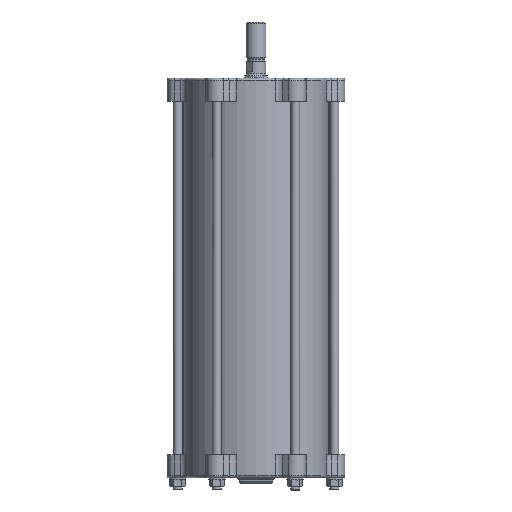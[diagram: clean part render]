
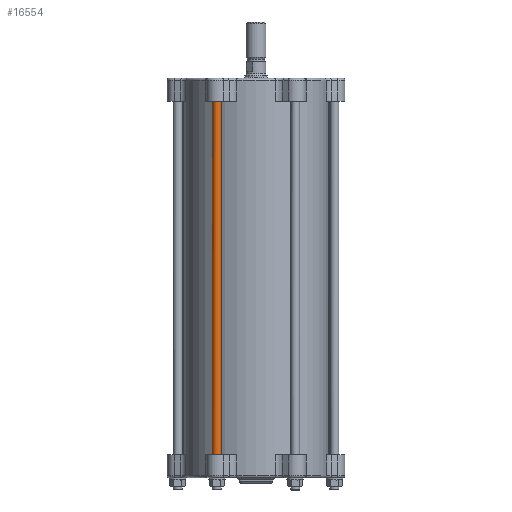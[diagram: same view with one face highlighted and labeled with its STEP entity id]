
A CAD part, left-side view. The second image highlights one B-rep face of the part: STEP entity #16554.
In plain terms, the highlighted cylindrical face has radius 8 mm (diameter 16 mm), a full revolution.
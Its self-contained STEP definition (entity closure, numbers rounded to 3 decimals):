
#1702=CYLINDRICAL_SURFACE('',#17845,8.);
#2381=FACE_BOUND('',#4014,.T.);
#2770=FACE_OUTER_BOUND('',#4013,.T.);
#4013=EDGE_LOOP('',(#10757));
#4014=EDGE_LOOP('',(#10758,#10759));
#5475=CIRCLE('',#17830,8.);
#5476=CIRCLE('',#17831,8.);
#5481=CIRCLE('',#17846,8.);
#6865=VERTEX_POINT('',#25808);
#6866=VERTEX_POINT('',#25809);
#6883=VERTEX_POINT('',#25884);
#8322=EDGE_CURVE('',#6865,#6866,#5475,.T.);
#8323=EDGE_CURVE('',#6866,#6865,#5476,.T.);
#8346=EDGE_CURVE('',#6883,#6883,#5481,.T.);
#10757=ORIENTED_EDGE('',*,*,#8346,.F.);
#10758=ORIENTED_EDGE('',*,*,#8323,.T.);
#10759=ORIENTED_EDGE('',*,*,#8322,.T.);
#16554=ADVANCED_FACE('',(#2770,#2381),#1702,.T.);
#17830=AXIS2_PLACEMENT_3D('',#25810,#20421,#20422);
#17831=AXIS2_PLACEMENT_3D('',#25811,#20423,#20424);
#17845=AXIS2_PLACEMENT_3D('',#25883,#20457,#20458);
#17846=AXIS2_PLACEMENT_3D('',#25885,#20459,#20460);
#20421=DIRECTION('center_axis',(0.,0.,
1.));
#20422=DIRECTION('ref_axis',(-0.5,-0.866,0.));
#20423=DIRECTION('center_axis',(0.,0.,
1.));
#20424=DIRECTION('ref_axis',(-0.5,-0.866,0.));
#20457=DIRECTION('center_axis',(0.,0.,
-1.));
#20458=DIRECTION('ref_axis',(0.283,0.959,0.));
#20459=DIRECTION('center_axis',(0.,0.,
1.));
#20460=DIRECTION('ref_axis',(0.283,0.959,0.));
#25808=CARTESIAN_POINT('',(-118.976,77.928,-45.));
#25809=CARTESIAN_POINT('',(-125.244,63.328,-45.));
#25810=CARTESIAN_POINT('Origin',(-122.976,71.,-45.));
#25811=CARTESIAN_POINT('Origin',(-122.976,71.,-45.));
#25883=CARTESIAN_POINT('Origin',(-122.976,71.,680.));
#25884=CARTESIAN_POINT('',(-125.244,63.328,640.));
#25885=CARTESIAN_POINT('Origin',(-122.976,71.,640.));
